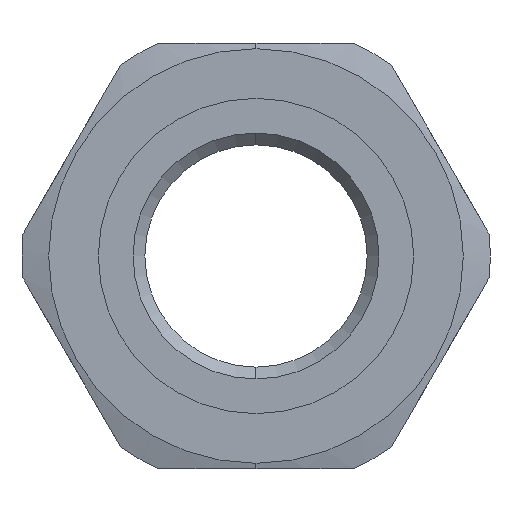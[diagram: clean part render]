
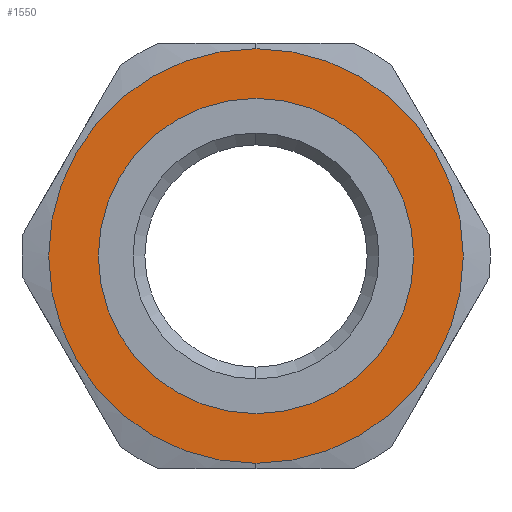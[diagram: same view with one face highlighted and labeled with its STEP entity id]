
A CAD part, left-side view. The second image highlights one B-rep face of the part: STEP entity #1550.
In plain terms, the highlighted planar face has unit normal (-1, 0, 0).
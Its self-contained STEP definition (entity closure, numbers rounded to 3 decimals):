
#118 = DIRECTION ( 'NONE',  ( 0., 0., -1. ) ) ;
#163 = DIRECTION ( 'NONE',  ( 0., 0., -1. ) ) ;
#226 = DIRECTION ( 'NONE',  ( 0., 0., -1. ) ) ;
#271 = EDGE_CURVE ( 'NONE', #1230, #1247, #1346, .T. ) ;
#286 = CARTESIAN_POINT ( 'NONE',  ( 15.3, 10., 0. ) ) ;
#299 = ORIENTED_EDGE ( 'NONE', *, *, #1580, .F. ) ;
#310 = DIRECTION ( 'NONE',  ( 1., 0., 0. ) ) ;
#323 = CARTESIAN_POINT ( 'NONE',  ( 15.3, 0., 13.15 ) ) ;
#380 = DIRECTION ( 'NONE',  ( 0., 0., -1. ) ) ;
#426 = CIRCLE ( 'NONE', #535, 10. ) ;
#534 = FACE_OUTER_BOUND ( 'NONE', #664, .T. ) ;
#535 = AXIS2_PLACEMENT_3D ( 'NONE', #1028, #714, #226 ) ;
#570 = CARTESIAN_POINT ( 'NONE',  ( 15.3, 0., 10. ) ) ;
#578 = CARTESIAN_POINT ( 'NONE',  ( 15.3, 0., 0. ) ) ;
#664 = EDGE_LOOP ( 'NONE', ( #1648, #299 ) ) ;
#713 = DIRECTION ( 'NONE',  ( 1., 0., 0. ) ) ;
#714 = DIRECTION ( 'NONE',  ( 1., 0., 0. ) ) ;
#872 = VERTEX_POINT ( 'NONE', #1241 ) ;
#882 = CARTESIAN_POINT ( 'NONE',  ( 15.3, 0., 0. ) ) ;
#958 = AXIS2_PLACEMENT_3D ( 'NONE', #882, #713, #380 ) ;
#1028 = CARTESIAN_POINT ( 'NONE',  ( 15.3, 0., 0. ) ) ;
#1142 = CARTESIAN_POINT ( 'NONE',  ( 15.3, 0., 0. ) ) ;
#1230 = VERTEX_POINT ( 'NONE', #1534 ) ;
#1241 = CARTESIAN_POINT ( 'NONE',  ( 15.3, 0., -10. ) ) ;
#1247 = VERTEX_POINT ( 'NONE', #323 ) ;
#1252 = DIRECTION ( 'NONE',  ( 0., 0., -1. ) ) ;
#1346 = CIRCLE ( 'NONE', #1977, 13.15 ) ;
#1355 = CIRCLE ( 'NONE', #1900, 10. ) ;
#1462 = EDGE_LOOP ( 'NONE', ( #2052, #1805 ) ) ;
#1533 = EDGE_CURVE ( 'NONE', #2068, #872, #1355, .T. ) ;
#1534 = CARTESIAN_POINT ( 'NONE',  ( 15.3, 0., -13.15 ) ) ;
#1550 = ADVANCED_FACE ( 'NONE', ( #534, #1980 ), #1608, .F. ) ;
#1580 = EDGE_CURVE ( 'NONE', #1247, #1230, #2095, .T. ) ;
#1608 = PLANE ( 'NONE',  #2113 ) ;
#1648 = ORIENTED_EDGE ( 'NONE', *, *, #271, .F. ) ;
#1805 = ORIENTED_EDGE ( 'NONE', *, *, #1533, .T. ) ;
#1900 = AXIS2_PLACEMENT_3D ( 'NONE', #578, #2081, #1252 ) ;
#1956 = DIRECTION ( 'NONE',  ( 1., 0., 0. ) ) ;
#1977 = AXIS2_PLACEMENT_3D ( 'NONE', #1142, #310, #163 ) ;
#1980 = FACE_BOUND ( 'NONE', #1462, .T. ) ;
#1984 = EDGE_CURVE ( 'NONE', #872, #2068, #426, .T. ) ;
#2052 = ORIENTED_EDGE ( 'NONE', *, *, #1984, .T. ) ;
#2068 = VERTEX_POINT ( 'NONE', #570 ) ;
#2081 = DIRECTION ( 'NONE',  ( 1., 0., 0. ) ) ;
#2095 = CIRCLE ( 'NONE', #958, 13.15 ) ;
#2113 = AXIS2_PLACEMENT_3D ( 'NONE', #286, #1956, #118 ) ;
